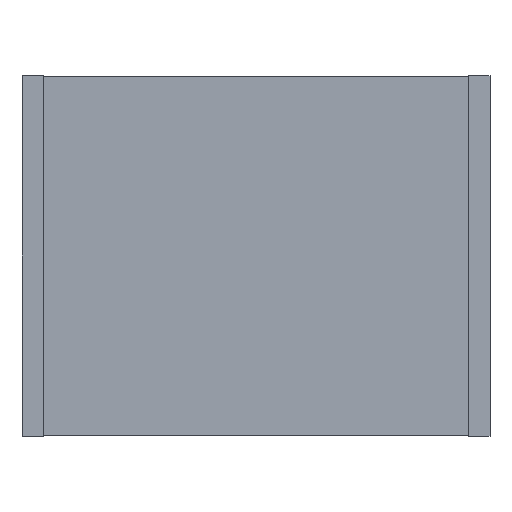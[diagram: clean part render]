
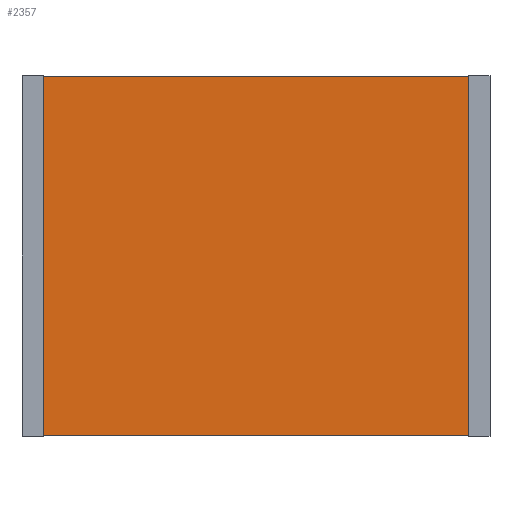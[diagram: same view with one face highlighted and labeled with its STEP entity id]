
A CAD part, front view. The second image highlights one B-rep face of the part: STEP entity #2357.
In plain terms, the highlighted planar face has unit normal (0, -1, 0).
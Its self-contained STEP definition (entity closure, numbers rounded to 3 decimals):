
#48 = LINE ( 'NONE', #1429, #2250 ) ;
#63 = FACE_OUTER_BOUND ( 'NONE', #1630, .T. ) ;
#105 = AXIS2_PLACEMENT_3D ( 'NONE', #1377, #240, #391 ) ;
#171 = DIRECTION ( 'NONE',  ( 0., 0., 1. ) ) ;
#186 = VERTEX_POINT ( 'NONE', #2032 ) ;
#193 = DIRECTION ( 'NONE',  ( -1., 0., 0. ) ) ;
#240 = DIRECTION ( 'NONE',  ( 0., -1., 0. ) ) ;
#338 = CARTESIAN_POINT ( 'NONE',  ( 10.39, 0., -8.38 ) ) ;
#365 = VERTEX_POINT ( 'NONE', #1137 ) ;
#374 = DIRECTION ( 'NONE',  ( 0., 0., -1. ) ) ;
#391 = DIRECTION ( 'NONE',  ( 0., 0., -1. ) ) ;
#560 = LINE ( 'NONE', #1320, #1838 ) ;
#723 = LINE ( 'NONE', #1088, #2052 ) ;
#767 = VERTEX_POINT ( 'NONE', #338 ) ;
#900 = ORIENTED_EDGE ( 'NONE', *, *, #2120, .F. ) ;
#1088 = CARTESIAN_POINT ( 'NONE',  ( 10.39, 0., 0. ) ) ;
#1137 = CARTESIAN_POINT ( 'NONE',  ( 10.39, 0., 0. ) ) ;
#1240 = DIRECTION ( 'NONE',  ( 1., 0., 0. ) ) ;
#1269 = VECTOR ( 'NONE', #193, 1000. ) ;
#1320 = CARTESIAN_POINT ( 'NONE',  ( 0.49, 0., 0. ) ) ;
#1377 = CARTESIAN_POINT ( 'NONE',  ( 0., 0., 0. ) ) ;
#1429 = CARTESIAN_POINT ( 'NONE',  ( 0., 0., 0. ) ) ;
#1455 = CARTESIAN_POINT ( 'NONE',  ( 0., 0., -8.38 ) ) ;
#1630 = EDGE_LOOP ( 'NONE', ( #1878, #2463, #900, #2130 ) ) ;
#1729 = VERTEX_POINT ( 'NONE', #1809 ) ;
#1809 = CARTESIAN_POINT ( 'NONE',  ( 0.49, 0., -8.38 ) ) ;
#1838 = VECTOR ( 'NONE', #374, 1000. ) ;
#1878 = ORIENTED_EDGE ( 'NONE', *, *, #2188, .F. ) ;
#2032 = CARTESIAN_POINT ( 'NONE',  ( 0.49, 0., 0. ) ) ;
#2052 = VECTOR ( 'NONE', #171, 1000. ) ;
#2101 = LINE ( 'NONE', #1455, #1269 ) ;
#2120 = EDGE_CURVE ( 'NONE', #186, #365, #48, .T. ) ;
#2130 = ORIENTED_EDGE ( 'NONE', *, *, #2272, .T. ) ;
#2188 = EDGE_CURVE ( 'NONE', #767, #1729, #2101, .T. ) ;
#2250 = VECTOR ( 'NONE', #1240, 1000. ) ;
#2272 = EDGE_CURVE ( 'NONE', #186, #1729, #560, .T. ) ;
#2345 = PLANE ( 'NONE',  #105 ) ;
#2357 = ADVANCED_FACE ( 'NONE', ( #63 ), #2345, .T. ) ;
#2463 = ORIENTED_EDGE ( 'NONE', *, *, #2500, .T. ) ;
#2500 = EDGE_CURVE ( 'NONE', #767, #365, #723, .T. ) ;
